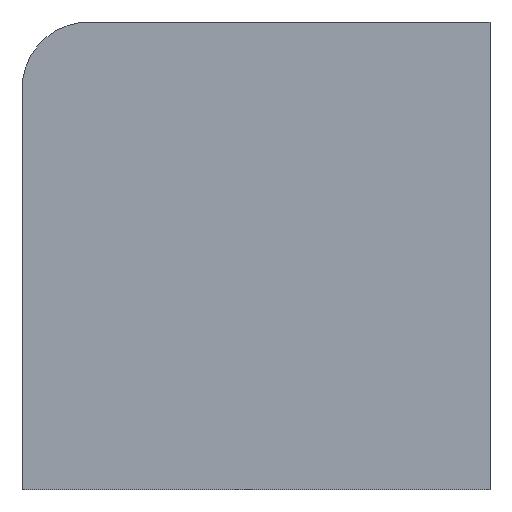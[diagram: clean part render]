
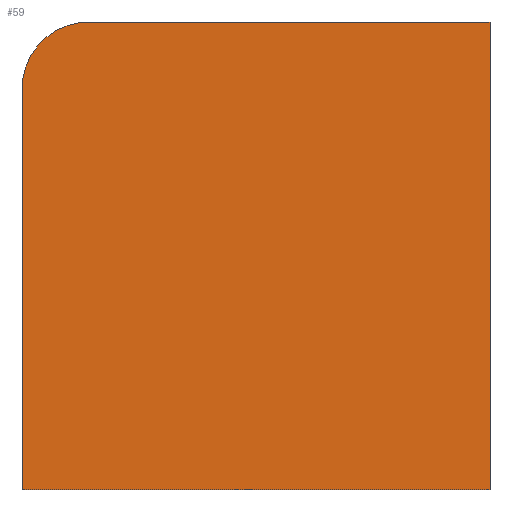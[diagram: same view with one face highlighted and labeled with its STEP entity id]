
A CAD part, front view. The second image highlights one B-rep face of the part: STEP entity #59.
In plain terms, the highlighted planar face has unit normal (0, -1, 0).
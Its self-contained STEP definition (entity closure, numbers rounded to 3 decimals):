
#25 = VECTOR ( 'NONE', #26, 1000. ) ;
#26 = DIRECTION ( 'NONE',  ( 1., 0., 0. ) ) ;
#40 = DIRECTION ( 'NONE',  ( 0., 0., -1. ) ) ;
#46 = CIRCLE ( 'NONE', #338, 1. ) ;
#56 = CARTESIAN_POINT ( 'NONE',  ( -2.5, 0., 2.5 ) ) ;
#59 = ADVANCED_FACE ( 'NONE', ( #67 ), #324, .F. ) ;
#62 = DIRECTION ( 'NONE',  ( 0., 0., -1. ) ) ;
#64 = VERTEX_POINT ( 'NONE', #168 ) ;
#67 = FACE_OUTER_BOUND ( 'NONE', #245, .T. ) ;
#93 = EDGE_CURVE ( 'NONE', #416, #64, #422, .T. ) ;
#105 = CARTESIAN_POINT ( 'NONE',  ( -3.5, 0., 3.5 ) ) ;
#128 = CARTESIAN_POINT ( 'NONE',  ( -3.5, 0., 2.5 ) ) ;
#132 = LINE ( 'NONE', #348, #25 ) ;
#133 = VECTOR ( 'NONE', #40, 1000. ) ;
#135 = EDGE_CURVE ( 'NONE', #277, #239, #136, .T. ) ;
#136 = LINE ( 'NONE', #335, #133 ) ;
#141 = LINE ( 'NONE', #105, #322 ) ;
#146 = DIRECTION ( 'NONE',  ( -1., 0., 0. ) ) ;
#152 = ORIENTED_EDGE ( 'NONE', *, *, #420, .T. ) ;
#158 = CARTESIAN_POINT ( 'NONE',  ( -3.5, 0., -3.5 ) ) ;
#168 = CARTESIAN_POINT ( 'NONE',  ( 3.5, 0., 3.5 ) ) ;
#179 = CARTESIAN_POINT ( 'NONE',  ( 3.5, 0., -3.5 ) ) ;
#181 = ORIENTED_EDGE ( 'NONE', *, *, #213, .T. ) ;
#183 = VECTOR ( 'NONE', #306, 1000. ) ;
#186 = ORIENTED_EDGE ( 'NONE', *, *, #93, .T. ) ;
#213 = EDGE_CURVE ( 'NONE', #239, #416, #132, .T. ) ;
#231 = DIRECTION ( 'NONE',  ( 0., 1., 0. ) ) ;
#239 = VERTEX_POINT ( 'NONE', #158 ) ;
#243 = EDGE_CURVE ( 'NONE', #277, #411, #46, .T. ) ;
#245 = EDGE_LOOP ( 'NONE', ( #266, #181, #186, #152, #377 ) ) ;
#260 = CARTESIAN_POINT ( 'NONE',  ( 0., 0., 0. ) ) ;
#266 = ORIENTED_EDGE ( 'NONE', *, *, #135, .T. ) ;
#277 = VERTEX_POINT ( 'NONE', #128 ) ;
#306 = DIRECTION ( 'NONE',  ( 0., 0., 1. ) ) ;
#322 = VECTOR ( 'NONE', #146, 1000. ) ;
#324 = PLANE ( 'NONE',  #385 ) ;
#335 = CARTESIAN_POINT ( 'NONE',  ( -3.5, 0., 3.5 ) ) ;
#338 = AXIS2_PLACEMENT_3D ( 'NONE', #56, #426, #354 ) ;
#348 = CARTESIAN_POINT ( 'NONE',  ( -3.5, 0., -3.5 ) ) ;
#354 = DIRECTION ( 'NONE',  ( 0., 0., -1. ) ) ;
#365 = CARTESIAN_POINT ( 'NONE',  ( -2.5, 0., 3.5 ) ) ;
#366 = CARTESIAN_POINT ( 'NONE',  ( 3.5, 0., 3.5 ) ) ;
#377 = ORIENTED_EDGE ( 'NONE', *, *, #243, .F. ) ;
#385 = AXIS2_PLACEMENT_3D ( 'NONE', #260, #231, #62 ) ;
#411 = VERTEX_POINT ( 'NONE', #365 ) ;
#416 = VERTEX_POINT ( 'NONE', #179 ) ;
#420 = EDGE_CURVE ( 'NONE', #64, #411, #141, .T. ) ;
#422 = LINE ( 'NONE', #366, #183 ) ;
#426 = DIRECTION ( 'NONE',  ( 0., 1., 0. ) ) ;
